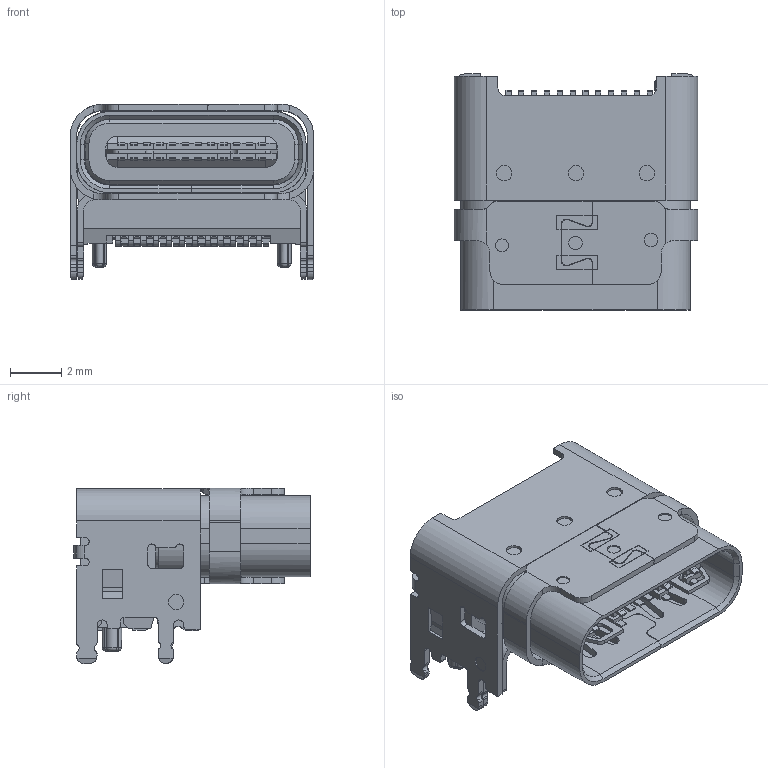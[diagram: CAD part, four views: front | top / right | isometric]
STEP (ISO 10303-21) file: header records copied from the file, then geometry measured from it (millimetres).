
FILE_DESCRIPTION(/* description */ ('Unknown','CAx-IF Rec.Pracs.---Representation and Presentation of Product Manufacturing Information (PMI)---4.0---2014-10-13','CAx-IF Rec.Pracs.---3D Tessellated Geometry---0.4---2014-09-14','2;1'),/* implementation_level */ '2;1');
FILE_NAME(/* name */ '632722200212',/* time_stamp */ '2023-02-13T09:54:43+08:00',/* author */ ('Unknown'),/* organization */ ('Unknown'),/* preprocessor_version */ 'ST-DEVELOPER v16.7',/* originating_system */ 'Solid Edge',/* authorisation */ 'Unknown');
FILE_SCHEMA (('TECHNICAL_DATA_PACKAGING','AP242_MANAGED_MODEL_BASED_3D_ENGINEERING_MIM_LF { 1 0 10303 442 1 1 4 }'));
Products named in the file (6): 632722200212; 632722200212_Inner Shielding_1; 632722200212_Housing_1; 632722200212_Outer Shielding_1; 632722200212_Under Shielding_1; 632722200212_Midplate_1
Assembly tree (5 placements, depth 2):
  632722200212
    632722200212_Inner Shielding_1
    632722200212_Housing_1
    632722200212_Outer Shielding_1
    632722200212_Under Shielding_1
    632722200212_Midplate_1
Bounding box: 9.51 x 9.2 x 6.82 mm (x, y, z)
Volume: 211.2 mm3; surface area: 1060.6 mm2
Topology: 4 solids, 49 shells, 2142 faces, 5937 edges, 3884 vertices
Faces by surface type: plane 1661, cylinder 449, cone 16, torus 12, sphere 4
Full cylindrical faces by diameter (mm): 0.5 x1, 0.524 x2, 0.6 x5, 0.61 x2, 0.65 x2, 0.7 x2, 0.8 x3
Entity records: 80161 total; most frequent: CARTESIAN_POINT 12360, ORIENTED_EDGE 11814, DIRECTION 11081, EDGE_CURVE 5907, LINE 4773, VECTOR 4773, VERTEX_POINT 3875, AXIS2_PLACEMENT_3D 3154
